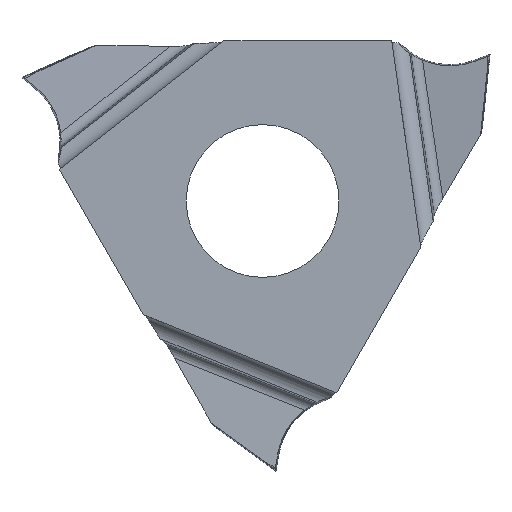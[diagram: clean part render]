
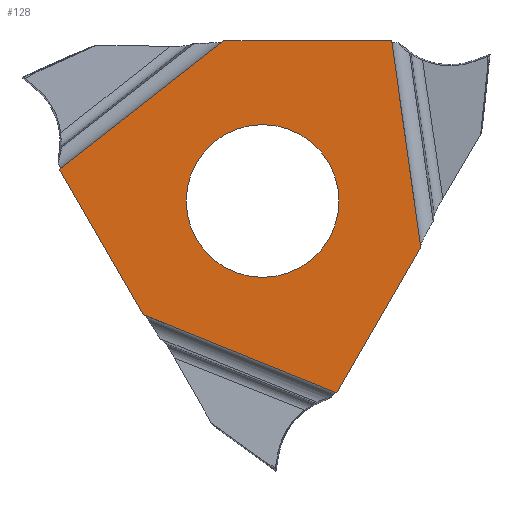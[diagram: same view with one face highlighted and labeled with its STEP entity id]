
A CAD part, left-side view. The second image highlights one B-rep face of the part: STEP entity #128.
In plain terms, the highlighted planar face has unit normal (-1, 0, 0).
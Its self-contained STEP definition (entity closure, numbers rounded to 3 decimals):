
#128=ADVANCED_FACE('',(#213,#214),#179,.T.);
#179=PLANE('',#1218);
#203=CIRCLE('',#1216,2.25);
#204=CIRCLE('',#1217,2.25);
#213=FACE_BOUND('',#219,.T.);
#214=FACE_BOUND('',#220,.T.);
#219=EDGE_LOOP('',(#273,#274,#275,#276,#277,#278));
#220=EDGE_LOOP('',(#279,#280));
#273=ORIENTED_EDGE('',*,*,#669,.F.);
#274=ORIENTED_EDGE('',*,*,#670,.F.);
#275=ORIENTED_EDGE('',*,*,#671,.F.);
#276=ORIENTED_EDGE('',*,*,#672,.F.);
#277=ORIENTED_EDGE('',*,*,#673,.F.);
#278=ORIENTED_EDGE('',*,*,#674,.F.);
#279=ORIENTED_EDGE('',*,*,#675,.F.);
#280=ORIENTED_EDGE('',*,*,#676,.F.);
#569=VERTEX_POINT('',#1670);
#570=VERTEX_POINT('',#1671);
#571=VERTEX_POINT('',#1673);
#572=VERTEX_POINT('',#1675);
#573=VERTEX_POINT('',#1677);
#574=VERTEX_POINT('',#1679);
#575=VERTEX_POINT('',#1682);
#576=VERTEX_POINT('',#1683);
#669=EDGE_CURVE('',#569,#570,#951,.T.);
#670=EDGE_CURVE('',#571,#569,#952,.T.);
#671=EDGE_CURVE('',#572,#571,#953,.T.);
#672=EDGE_CURVE('',#573,#572,#954,.T.);
#673=EDGE_CURVE('',#574,#573,#955,.T.);
#674=EDGE_CURVE('',#570,#574,#956,.T.);
#675=EDGE_CURVE('',#575,#576,#203,.T.);
#676=EDGE_CURVE('',#576,#575,#204,.T.);
#951=LINE('',#1669,#1050);
#952=LINE('',#1672,#1051);
#953=LINE('',#1674,#1052);
#954=LINE('',#1676,#1053);
#955=LINE('',#1678,#1054);
#956=LINE('',#1680,#1055);
#1050=VECTOR('',#1306,1.);
#1051=VECTOR('',#1307,1.);
#1052=VECTOR('',#1308,1.);
#1053=VECTOR('',#1309,1.);
#1054=VECTOR('',#1310,1.);
#1055=VECTOR('',#1311,1.);
#1216=AXIS2_PLACEMENT_3D('',#1681,#1312,#1313);
#1217=AXIS2_PLACEMENT_3D('',#1684,#1314,#1315);
#1218=AXIS2_PLACEMENT_3D('',#1685,#1316,#1317);
#1306=DIRECTION('',(0.,0.5,0.866));
#1307=DIRECTION('',(0.,0.927,0.375));
#1308=DIRECTION('',(0.,0.5,-0.866));
#1309=DIRECTION('',(0.,-0.139,-0.99));
#1310=DIRECTION('',(0.,-1.,0.));
#1311=DIRECTION('',(0.,-0.788,0.616));
#1312=DIRECTION('',(-1.,0.,0.));
#1313=DIRECTION('',(0.,0.,1.));
#1314=DIRECTION('',(-1.,0.,0.));
#1315=DIRECTION('',(0.,0.,-1.));
#1316=DIRECTION('',(-1.,0.,0.));
#1317=DIRECTION('',(0.,1.,0.));
#1669=CARTESIAN_POINT('',(-3.18,3.518,-3.347));
#1670=CARTESIAN_POINT('',(-3.18,3.518,-3.347));
#1671=CARTESIAN_POINT('',(-3.18,5.988,0.932));
#1672=CARTESIAN_POINT('',(-3.18,-2.187,-5.652));
#1673=CARTESIAN_POINT('',(-3.18,-2.187,-5.652));
#1674=CARTESIAN_POINT('',(-3.18,-4.658,-1.373));
#1675=CARTESIAN_POINT('',(-3.18,-4.658,-1.373));
#1676=CARTESIAN_POINT('',(-3.18,-3.801,4.72));
#1677=CARTESIAN_POINT('',(-3.18,-3.801,4.72));
#1678=CARTESIAN_POINT('',(-3.18,1.14,4.72));
#1679=CARTESIAN_POINT('',(-3.18,1.14,4.72));
#1680=CARTESIAN_POINT('',(-3.18,5.988,0.932));
#1681=CARTESIAN_POINT('',(-3.18,0.,0.));
#1682=CARTESIAN_POINT('',(-3.18,0.,2.25));
#1683=CARTESIAN_POINT('',(-3.18,0.,-2.25));
#1684=CARTESIAN_POINT('',(-3.18,0.,0.));
#1685=CARTESIAN_POINT('',(-3.18,0.,0.));
